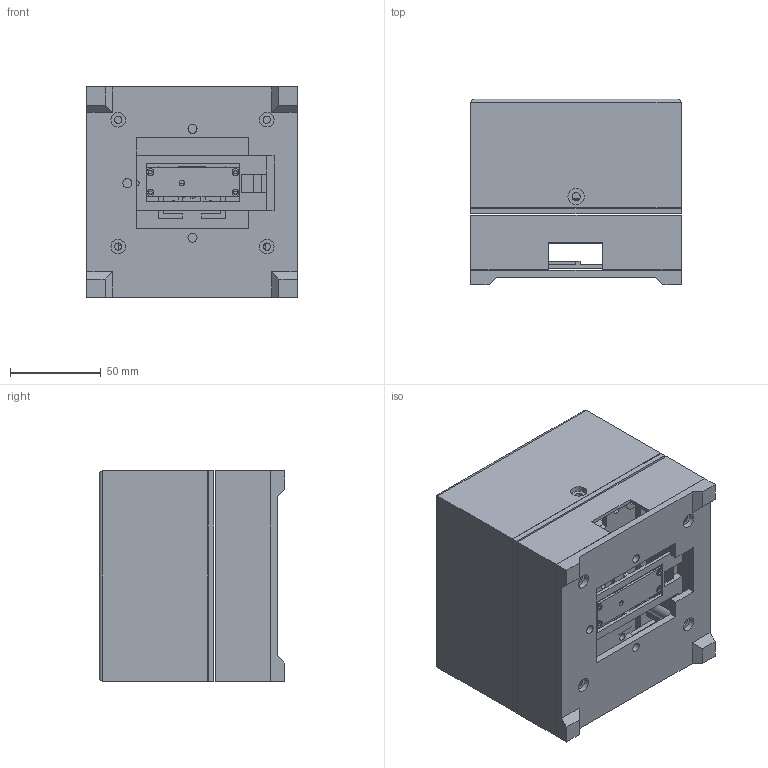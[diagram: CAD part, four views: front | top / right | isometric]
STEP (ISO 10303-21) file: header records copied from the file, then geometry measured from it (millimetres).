
FILE_DESCRIPTION(/* description */ (''),/* implementation_level */ '2;1');
FILE_NAME(/* name */ 'devboard_rotational v2.step',/* time_stamp */ '2023-09-16T23:23:34+02:00',/* author */ (''),/* organization */ (''),/* preprocessor_version */ 'ST-DEVELOPER v20',/* originating_system */ 'Autodesk Translation Framework v12.9.0.99',/* authorisation */ '');
FILE_SCHEMA (('AUTOMOTIVE_DESIGN { 1 0 10303 214 3 1 1 }'));
Length unit declared in the file: millimetre
Products named in the file (10): devboard_rotational; Adafruit DS3502 STEMMA QT; Printed Circuit Board; DS3502 Potentiometer 10k Ohm v3; LED 0603 single color v1; CAPC-0603-T0.9-BN v1; RESC-0603 v1; YC164_RESPACK v1; JST SH, 4 Pin v2; cover
Assembly tree (11 placements, depth 3):
  devboard_rotational
    Adafruit DS3502 STEMMA QT
      Printed Circuit Board
      DS3502 Potentiometer 10k Ohm v3
      LED 0603 single color v1
      CAPC-0603-T0.9-BN v1  x2
      RESC-0603 v1
      YC164_RESPACK v1
      JST SH, 4 Pin v2  x2
    cover
Bounding box: 116 x 102.4 x 116.07 mm (x, y, z)
Volume: 405361.2 mm3; surface area: 232005.1 mm2
Topology: 47 solids, 48 shells, 1752 faces, 4717 edges, 3073 vertices
Faces by surface type: plane 1254, cylinder 411, bspline 45, cone 26, sphere 16
Full cylindrical faces by diameter (mm): 0.35 x1, 0.5 x13, 1 x10, 2 x4, 2.5 x4, 3 x14, 3.5 x2, 3.6 x2, 3.8 x4, 4 x39, 4.2 x1, 4.5 x8, 5 x6, 6 x5, 7 x4, 8 x4, 9 x1, 10 x10
Entity records: 46935 total; most frequent: CARTESIAN_POINT 8530, ORIENTED_EDGE 7922, DIRECTION 7528, EDGE_CURVE 3961, LINE 3118, VECTOR 3118, VERTEX_POINT 2591, AXIS2_PLACEMENT_3D 2205
